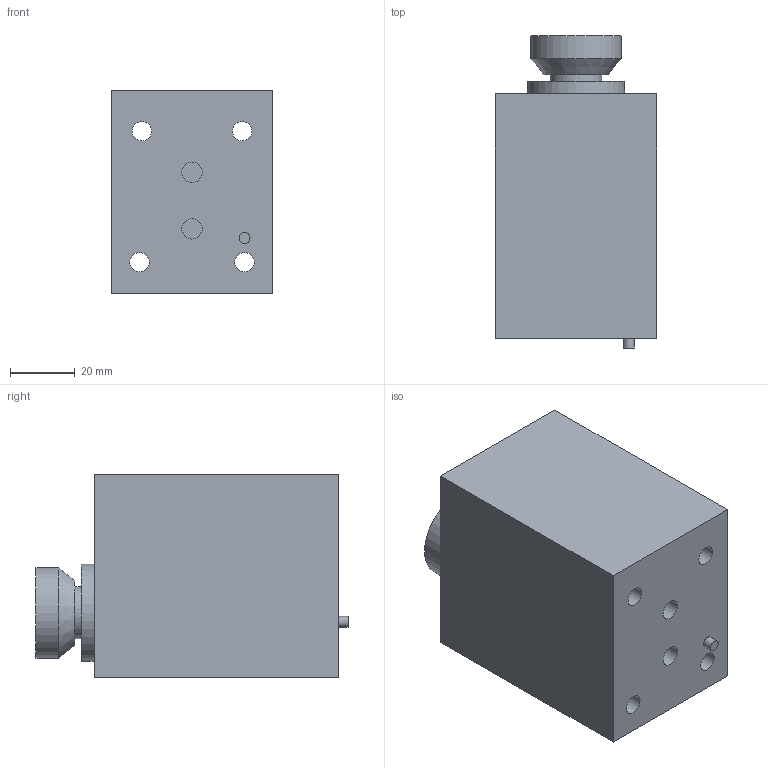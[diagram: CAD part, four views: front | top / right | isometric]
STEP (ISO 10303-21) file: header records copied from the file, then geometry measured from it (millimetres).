
FILE_DESCRIPTION(/* description */ (''),/* implementation_level */ '2;1');
FILE_NAME(/* name */ '节流阀.step',/* time_stamp */ '2021-02-26T11:17:23+08:00',/* author */ (''),/* organization */ (''),/* preprocessor_version */ 'ST-DEVELOPER v18.1',/* originating_system */ 'Autodesk Translation Framework v9.7.1.1290',/* authorisation */ '');
FILE_SCHEMA (('AUTOMOTIVE_DESIGN { 1 0 10303 214 3 1 1 }'));
Length unit declared in the file: millimetre
Products named in the file (1): 节流阀v2
Bounding box: 50 x 96.5 x 63 mm (x, y, z)
Volume: 238013.9 mm3; surface area: 31677.8 mm2
Topology: 1 solids, 1 shells, 23 faces, 45 edges, 30 vertices
Faces by surface type: plane 12, cylinder 10, cone 1
Full cylindrical faces by diameter (mm): 3.4 x1, 6 x4, 6.3 x2, 16 x1, 28 x1, 30 x1
Entity records: 650 total; most frequent: DIRECTION 115, CARTESIAN_POINT 99, ORIENTED_EDGE 90, AXIS2_PLACEMENT_3D 46, EDGE_CURVE 45, EDGE_LOOP 37, VERTEX_POINT 30, FACE_OUTER_BOUND 23
